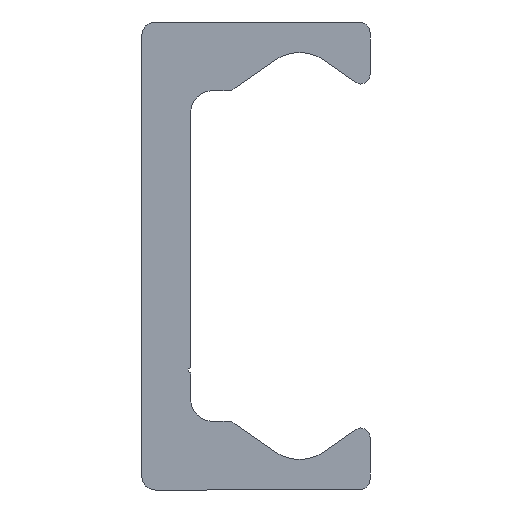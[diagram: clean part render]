
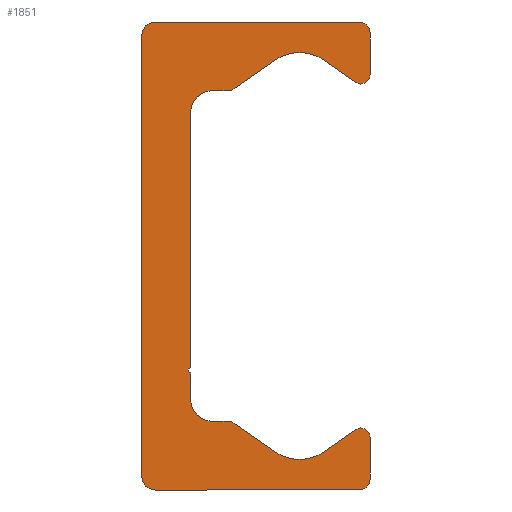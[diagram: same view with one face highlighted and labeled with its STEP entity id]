
A CAD part, left-side view. The second image highlights one B-rep face of the part: STEP entity #1851.
In plain terms, the highlighted planar face has unit normal (-1, 0, 0).
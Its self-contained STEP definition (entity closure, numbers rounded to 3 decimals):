
#900=CARTESIAN_POINT('',(0.0,9.25,-21.5));
#901=VERTEX_POINT('',#900);
#908=CARTESIAN_POINT('',(0.0,10.5,-20.25));
#909=VERTEX_POINT('',#908);
#910=CARTESIAN_POINT('',(0.0,9.25,-20.25));
#911=DIRECTION('',(1.0,0.0,0.0));
#912=DIRECTION('',(0.0,0.0,-1.0));
#913=AXIS2_PLACEMENT_3D('',#910,#911,#912);
#914=CIRCLE('',#913,1.25);
#915=EDGE_CURVE('',#901,#909,#914,.T.);
#939=CARTESIAN_POINT('',(0.0,-9.5,-21.5));
#940=VERTEX_POINT('',#939);
#947=CARTESIAN_POINT('',(0.0,-9.5,-21.5));
#948=DIRECTION('',(0.0,1.0,0.0));
#949=VECTOR('',#948,18.75);
#950=LINE('',#947,#949);
#951=EDGE_CURVE('',#940,#901,#950,.T.);
#971=CARTESIAN_POINT('',(0.0,-10.5,-20.5));
#972=VERTEX_POINT('',#971);
#979=CARTESIAN_POINT('',(0.0,-9.5,-20.5));
#980=DIRECTION('',(1.0,0.0,0.0));
#981=DIRECTION('',(0.0,-1.0,0.0));
#982=AXIS2_PLACEMENT_3D('',#979,#980,#981);
#983=CIRCLE('',#982,1.0);
#984=EDGE_CURVE('',#972,#940,#983,.T.);
#1003=CARTESIAN_POINT('',(0.0,-10.5,-16.65));
#1004=VERTEX_POINT('',#1003);
#1011=CARTESIAN_POINT('',(0.0,-10.5,-16.65));
#1012=DIRECTION('',(0.0,0.0,-1.0));
#1013=VECTOR('',#1012,3.85);
#1014=LINE('',#1011,#1013);
#1015=EDGE_CURVE('',#1004,#972,#1014,.T.);
#1035=CARTESIAN_POINT('',(0.0,-9.162,-15.954));
#1036=VERTEX_POINT('',#1035);
#1043=CARTESIAN_POINT('',(0.0,-9.65,-16.65));
#1044=DIRECTION('',(1.0,0.0,0.0));
#1045=DIRECTION('',(0.0,0.574,0.819));
#1046=AXIS2_PLACEMENT_3D('',#1043,#1044,#1045);
#1047=CIRCLE('',#1046,0.85);
#1048=EDGE_CURVE('',#1036,#1004,#1047,.T.);
#1067=CARTESIAN_POINT('',(0.0,-6.294,-17.962));
#1068=VERTEX_POINT('',#1067);
#1075=CARTESIAN_POINT('',(0.0,-6.294,-17.962));
#1076=DIRECTION('',(0.0,-0.819,0.574));
#1077=VECTOR('',#1076,3.501);
#1078=LINE('',#1075,#1077);
#1079=EDGE_CURVE('',#1068,#1036,#1078,.T.);
#1099=CARTESIAN_POINT('',(0.0,-1.706,-17.962));
#1100=VERTEX_POINT('',#1099);
#1107=CARTESIAN_POINT('',(0.0,-4.,-14.685));
#1108=DIRECTION('',(-1.0,0.0,0.0));
#1109=DIRECTION('',(0.0,0.574,0.819));
#1110=AXIS2_PLACEMENT_3D('',#1107,#1108,#1109);
#1111=CIRCLE('',#1110,4.0);
#1112=EDGE_CURVE('',#1100,#1068,#1111,.T.);
#1131=CARTESIAN_POINT('',(0.0,1.981,-15.381));
#1132=VERTEX_POINT('',#1131);
#1139=CARTESIAN_POINT('',(0.0,1.981,-15.381));
#1140=DIRECTION('',(0.0,-0.819,-0.574));
#1141=VECTOR('',#1140,4.5);
#1142=LINE('',#1139,#1141);
#1143=EDGE_CURVE('',#1132,#1100,#1142,.T.);
#1163=CARTESIAN_POINT('',(0.0,2.554,-15.2));
#1164=VERTEX_POINT('',#1163);
#1171=CARTESIAN_POINT('',(0.0,2.554,-16.2));
#1172=DIRECTION('',(1.0,0.0,0.0));
#1173=DIRECTION('',(0.0,0.0,1.0));
#1174=AXIS2_PLACEMENT_3D('',#1171,#1172,#1173);
#1175=CIRCLE('',#1174,1.);
#1176=EDGE_CURVE('',#1164,#1132,#1175,.T.);
#1195=CARTESIAN_POINT('',(0.0,4.0,-15.2));
#1196=VERTEX_POINT('',#1195);
#1203=CARTESIAN_POINT('',(0.0,4.0,-15.2));
#1204=DIRECTION('',(0.0,-1.0,0.0));
#1205=VECTOR('',#1204,1.446);
#1206=LINE('',#1203,#1205);
#1207=EDGE_CURVE('',#1196,#1164,#1206,.T.);
#1227=CARTESIAN_POINT('',(0.0,6.,-13.2));
#1228=VERTEX_POINT('',#1227);
#1235=CARTESIAN_POINT('',(0.0,4.,-13.2));
#1236=DIRECTION('',(-1.0,0.0,0.0));
#1237=DIRECTION('',(0.0,0.0,1.0));
#1238=AXIS2_PLACEMENT_3D('',#1235,#1236,#1237);
#1239=CIRCLE('',#1238,2.0);
#1240=EDGE_CURVE('',#1228,#1196,#1239,.T.);
#1259=CARTESIAN_POINT('',(0.0,6.,-10.75));
#1260=VERTEX_POINT('',#1259);
#1267=CARTESIAN_POINT('',(0.0,6.,-10.75));
#1268=DIRECTION('',(0.0,0.0,-1.0));
#1269=VECTOR('',#1268,2.45);
#1270=LINE('',#1267,#1269);
#1271=EDGE_CURVE('',#1260,#1228,#1270,.T.);
#1291=CARTESIAN_POINT('',(0.0,6.,-10.25));
#1292=VERTEX_POINT('',#1291);
#1299=CARTESIAN_POINT('',(0.0,6.,-10.5));
#1300=DIRECTION('',(-1.0,0.0,0.0));
#1301=DIRECTION('',(0.0,0.0,1.0));
#1302=AXIS2_PLACEMENT_3D('',#1299,#1300,#1301);
#1303=CIRCLE('',#1302,0.25);
#1304=EDGE_CURVE('',#1292,#1260,#1303,.T.);
#1323=CARTESIAN_POINT('',(0.0,6.,13.2));
#1324=VERTEX_POINT('',#1323);
#1331=CARTESIAN_POINT('',(0.0,6.,13.2));
#1332=DIRECTION('',(0.0,0.0,-1.0));
#1333=VECTOR('',#1332,23.45);
#1334=LINE('',#1331,#1333);
#1335=EDGE_CURVE('',#1324,#1292,#1334,.T.);
#1406=CARTESIAN_POINT('',(0.0,4.0,15.2));
#1407=VERTEX_POINT('',#1406);
#1414=CARTESIAN_POINT('',(0.0,4.,13.2));
#1415=DIRECTION('',(-1.0,0.0,0.0));
#1416=DIRECTION('',(0.0,-1.0,0.0));
#1417=AXIS2_PLACEMENT_3D('',#1414,#1415,#1416);
#1418=CIRCLE('',#1417,2.0);
#1419=EDGE_CURVE('',#1407,#1324,#1418,.T.);
#1438=CARTESIAN_POINT('',(0.0,2.554,15.2));
#1439=VERTEX_POINT('',#1438);
#1446=CARTESIAN_POINT('',(0.0,2.554,15.2));
#1447=DIRECTION('',(0.0,1.0,0.0));
#1448=VECTOR('',#1447,1.446);
#1449=LINE('',#1446,#1448);
#1450=EDGE_CURVE('',#1439,#1407,#1449,.T.);
#1470=CARTESIAN_POINT('',(0.0,1.981,15.381));
#1471=VERTEX_POINT('',#1470);
#1478=CARTESIAN_POINT('',(0.0,2.554,16.2));
#1479=DIRECTION('',(1.0,0.0,0.0));
#1480=DIRECTION('',(0.0,-0.574,-0.819));
#1481=AXIS2_PLACEMENT_3D('',#1478,#1479,#1480);
#1482=CIRCLE('',#1481,1.);
#1483=EDGE_CURVE('',#1471,#1439,#1482,.T.);
#1502=CARTESIAN_POINT('',(0.0,-1.706,17.962));
#1503=VERTEX_POINT('',#1502);
#1510=CARTESIAN_POINT('',(0.0,-1.706,17.962));
#1511=DIRECTION('',(0.0,0.819,-0.574));
#1512=VECTOR('',#1511,4.5);
#1513=LINE('',#1510,#1512);
#1514=EDGE_CURVE('',#1503,#1471,#1513,.T.);
#1534=CARTESIAN_POINT('',(0.0,-6.294,17.962));
#1535=VERTEX_POINT('',#1534);
#1542=CARTESIAN_POINT('',(0.0,-4.,14.685));
#1543=DIRECTION('',(-1.0,0.0,0.0));
#1544=DIRECTION('',(0.0,-0.574,-0.819));
#1545=AXIS2_PLACEMENT_3D('',#1542,#1543,#1544);
#1546=CIRCLE('',#1545,4.0);
#1547=EDGE_CURVE('',#1535,#1503,#1546,.T.);
#1566=CARTESIAN_POINT('',(0.0,-9.162,15.954));
#1567=VERTEX_POINT('',#1566);
#1574=CARTESIAN_POINT('',(0.0,-9.162,15.954));
#1575=DIRECTION('',(0.0,0.819,0.574));
#1576=VECTOR('',#1575,3.501);
#1577=LINE('',#1574,#1576);
#1578=EDGE_CURVE('',#1567,#1535,#1577,.T.);
#1598=CARTESIAN_POINT('',(0.0,-10.5,16.65));
#1599=VERTEX_POINT('',#1598);
#1606=CARTESIAN_POINT('',(0.0,-9.65,16.65));
#1607=DIRECTION('',(1.0,0.0,0.0));
#1608=DIRECTION('',(0.0,-1.0,0.0));
#1609=AXIS2_PLACEMENT_3D('',#1606,#1607,#1608);
#1610=CIRCLE('',#1609,0.85);
#1611=EDGE_CURVE('',#1599,#1567,#1610,.T.);
#1630=CARTESIAN_POINT('',(0.0,-10.5,20.5));
#1631=VERTEX_POINT('',#1630);
#1638=CARTESIAN_POINT('',(0.0,-10.5,20.5));
#1639=DIRECTION('',(0.0,0.0,-1.0));
#1640=VECTOR('',#1639,3.85);
#1641=LINE('',#1638,#1640);
#1642=EDGE_CURVE('',#1631,#1599,#1641,.T.);
#1662=CARTESIAN_POINT('',(0.0,-9.5,21.5));
#1663=VERTEX_POINT('',#1662);
#1670=CARTESIAN_POINT('',(0.0,-9.5,20.5));
#1671=DIRECTION('',(1.0,0.0,0.0));
#1672=DIRECTION('',(0.0,0.0,1.0));
#1673=AXIS2_PLACEMENT_3D('',#1670,#1671,#1672);
#1674=CIRCLE('',#1673,1.0);
#1675=EDGE_CURVE('',#1663,#1631,#1674,.T.);
#1694=CARTESIAN_POINT('',(0.0,9.25,21.5));
#1695=VERTEX_POINT('',#1694);
#1702=CARTESIAN_POINT('',(0.0,9.25,21.5));
#1703=DIRECTION('',(0.0,-1.0,0.0));
#1704=VECTOR('',#1703,18.75);
#1705=LINE('',#1702,#1704);
#1706=EDGE_CURVE('',#1695,#1663,#1705,.T.);
#1726=CARTESIAN_POINT('',(0.0,10.5,20.25));
#1727=VERTEX_POINT('',#1726);
#1734=CARTESIAN_POINT('',(0.0,9.25,20.25));
#1735=DIRECTION('',(1.0,0.0,0.0));
#1736=DIRECTION('',(0.0,1.0,0.0));
#1737=AXIS2_PLACEMENT_3D('',#1734,#1735,#1736);
#1738=CIRCLE('',#1737,1.25);
#1739=EDGE_CURVE('',#1727,#1695,#1738,.T.);
#1757=CARTESIAN_POINT('',(0.0,10.5,-20.25));
#1758=DIRECTION('',(0.0,0.0,1.0));
#1759=VECTOR('',#1758,40.5);
#1760=LINE('',#1757,#1759);
#1761=EDGE_CURVE('',#909,#1727,#1760,.T.);
#1818=CARTESIAN_POINT('',(0.0,2.66,-0.019));
#1819=DIRECTION('',(1.0,0.0,0.0));
#1820=DIRECTION('',(0.0,0.0,-1.0));
#1821=AXIS2_PLACEMENT_3D('',#1818,#1819,#1820);
#1822=PLANE('',#1821);
#1823=ORIENTED_EDGE('',*,*,#1761,.F.);
#1824=ORIENTED_EDGE('',*,*,#915,.F.);
#1825=ORIENTED_EDGE('',*,*,#951,.F.);
#1826=ORIENTED_EDGE('',*,*,#984,.F.);
#1827=ORIENTED_EDGE('',*,*,#1015,.F.);
#1828=ORIENTED_EDGE('',*,*,#1048,.F.);
#1829=ORIENTED_EDGE('',*,*,#1079,.F.);
#1830=ORIENTED_EDGE('',*,*,#1112,.F.);
#1831=ORIENTED_EDGE('',*,*,#1143,.F.);
#1832=ORIENTED_EDGE('',*,*,#1176,.F.);
#1833=ORIENTED_EDGE('',*,*,#1207,.F.);
#1834=ORIENTED_EDGE('',*,*,#1240,.F.);
#1835=ORIENTED_EDGE('',*,*,#1271,.F.);
#1836=ORIENTED_EDGE('',*,*,#1304,.F.);
#1837=ORIENTED_EDGE('',*,*,#1335,.F.);
#1838=ORIENTED_EDGE('',*,*,#1419,.F.);
#1839=ORIENTED_EDGE('',*,*,#1450,.F.);
#1840=ORIENTED_EDGE('',*,*,#1483,.F.);
#1841=ORIENTED_EDGE('',*,*,#1514,.F.);
#1842=ORIENTED_EDGE('',*,*,#1547,.F.);
#1843=ORIENTED_EDGE('',*,*,#1578,.F.);
#1844=ORIENTED_EDGE('',*,*,#1611,.F.);
#1845=ORIENTED_EDGE('',*,*,#1642,.F.);
#1846=ORIENTED_EDGE('',*,*,#1675,.F.);
#1847=ORIENTED_EDGE('',*,*,#1706,.F.);
#1848=ORIENTED_EDGE('',*,*,#1739,.F.);
#1849=EDGE_LOOP('',(#1823,#1824,#1825,#1826,#1827,#1828,#1829,#1830,#1831,#1832,#1833,#1834,#1835,#1836,#1837,#1838,#1839,#1840,#1841,#1842,#1843,#1844,#1845,#1846,#1847,#1848));
#1850=FACE_OUTER_BOUND('',#1849,.T.);
#1851=ADVANCED_FACE('',(#1850),#1822,.F.);
